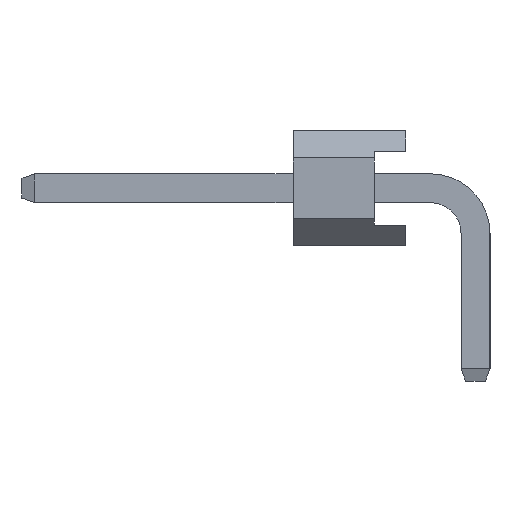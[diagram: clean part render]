
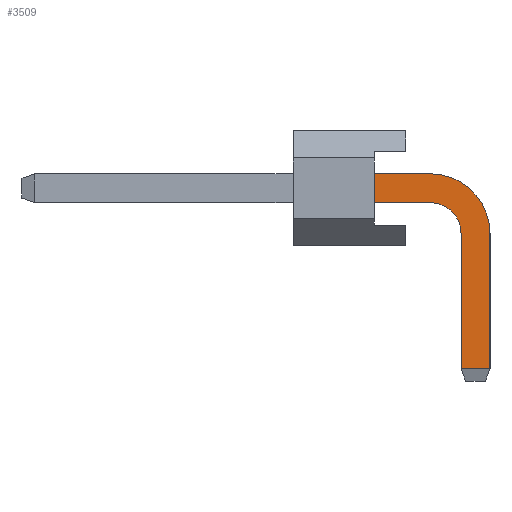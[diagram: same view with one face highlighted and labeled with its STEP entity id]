
A CAD part, left-side view. The second image highlights one B-rep face of the part: STEP entity #3509.
In plain terms, the highlighted planar face has unit normal (-1, 0, 0).
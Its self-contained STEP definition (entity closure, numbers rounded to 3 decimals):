
#3509=ADVANCED_FACE('',(#9785),#9787,.T.);
#9785=FACE_BOUND('',#9786,.T.);
#9786=EDGE_LOOP('',(#14889,#14890,#14891,#14892,#14893,#14894,#14895,#14896));
#9787=PLANE('',#9788);
#9788=AXIS2_PLACEMENT_3D('',#9789,#9790,#9791);
#9789=CARTESIAN_POINT('',(-0.32,0.32,-3.));
#9790=DIRECTION('',(-1.,0.,0.));
#9791=DIRECTION('',(0.,-1.,0.));
#14889=ORIENTED_EDGE('',*,*,#17927,.T.);
#14890=ORIENTED_EDGE('',*,*,#17928,.T.);
#14891=ORIENTED_EDGE('',*,*,#17929,.T.);
#14892=ORIENTED_EDGE('',*,*,#17930,.T.);
#14893=ORIENTED_EDGE('',*,*,#16929,.T.);
#14894=ORIENTED_EDGE('',*,*,#17931,.F.);
#14895=ORIENTED_EDGE('',*,*,#17932,.F.);
#14896=ORIENTED_EDGE('',*,*,#17933,.F.);
#16929=EDGE_CURVE('',#19383,#19384,#19385,.T.);
#17927=EDGE_CURVE('',#20949,#20950,#20951,.T.);
#17928=EDGE_CURVE('',#20950,#20952,#20953,.T.);
#17929=EDGE_CURVE('',#20952,#20954,#20955,.T.);
#17930=EDGE_CURVE('',#20954,#19383,#20956,.T.);
#17931=EDGE_CURVE('',#20957,#19384,#20958,.T.);
#17932=EDGE_CURVE('',#20959,#20957,#20960,.T.);
#17933=EDGE_CURVE('',#20949,#20959,#20961,.T.);
#19383=VERTEX_POINT('',#23569);
#19384=VERTEX_POINT('',#23570);
#19385=LINE('',#23571,#23572);
#20949=VERTEX_POINT('',#27223);
#20950=VERTEX_POINT('',#27224);
#20951=LINE('',#27225,#27226);
#20952=VERTEX_POINT('',#27228);
#20953=LINE('',#27229,#27230);
#20954=VERTEX_POINT('',#27232);
#20955=CIRCLE('',#27233,1.32);
#20956=LINE('',#27237,#27238);
#20957=VERTEX_POINT('',#27240);
#20958=LINE('',#27241,#27242);
#20959=VERTEX_POINT('',#27244);
#20960=CIRCLE('',#27245,0.68);
#20961=LINE('',#27249,#27250);
#23569=CARTESIAN_POINT('',(-0.32,2.24,1.59));
#23570=CARTESIAN_POINT('',(-0.32,2.24,0.95));
#23571=CARTESIAN_POINT('',(-0.32,2.24,1.59));
#23572=VECTOR('',#23573,1.);
#23573=DIRECTION('',(0.,0.,-1.));
#27223=CARTESIAN_POINT('',(-0.32,0.32,-2.725));
#27224=CARTESIAN_POINT('',(-0.32,-0.32,-2.725));
#27225=CARTESIAN_POINT('',(-0.32,0.32,-2.725));
#27226=VECTOR('',#27227,1.);
#27227=DIRECTION('',(0.,-1.,0.));
#27228=CARTESIAN_POINT('',(-0.32,-0.32,0.27));
#27229=CARTESIAN_POINT('',(-0.32,-0.32,-2.725));
#27230=VECTOR('',#27231,1.);
#27231=DIRECTION('',(0.,0.,1.));
#27232=CARTESIAN_POINT('',(-0.32,1.,1.59));
#27233=AXIS2_PLACEMENT_3D('',#27234,#27235,#27236);
#27234=CARTESIAN_POINT('',(-0.32,1.,0.27));
#27235=DIRECTION('',(-1.,-0.,0.));
#27236=DIRECTION('',(0.,-1.,0.));
#27237=CARTESIAN_POINT('',(-0.32,1.,1.59));
#27238=VECTOR('',#27239,1.);
#27239=DIRECTION('',(0.,1.,0.));
#27240=CARTESIAN_POINT('',(-0.32,1.,0.95));
#27241=CARTESIAN_POINT('',(-0.32,1.,0.95));
#27242=VECTOR('',#27243,1.);
#27243=DIRECTION('',(0.,1.,0.));
#27244=CARTESIAN_POINT('',(-0.32,0.32,0.27));
#27245=AXIS2_PLACEMENT_3D('',#27246,#27247,#27248);
#27246=CARTESIAN_POINT('',(-0.32,1.,0.27));
#27247=DIRECTION('',(-1.,-0.,0.));
#27248=DIRECTION('',(0.,-1.,0.));
#27249=CARTESIAN_POINT('',(-0.32,0.32,-2.725));
#27250=VECTOR('',#27251,1.);
#27251=DIRECTION('',(0.,0.,1.));
